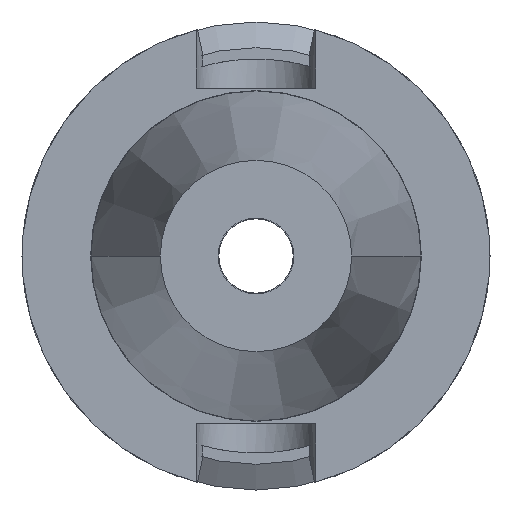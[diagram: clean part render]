
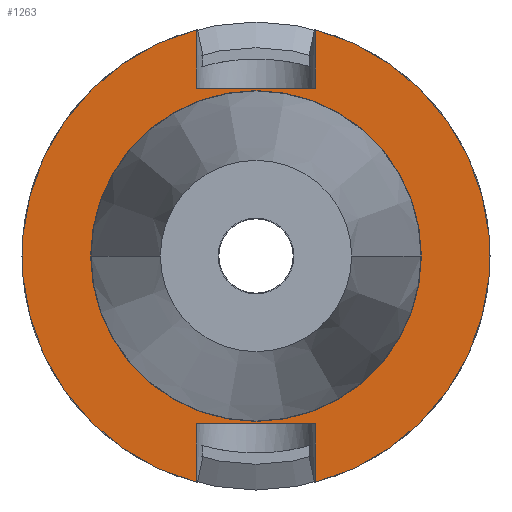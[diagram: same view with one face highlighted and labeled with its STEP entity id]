
A CAD part, left-side view. The second image highlights one B-rep face of the part: STEP entity #1263.
In plain terms, the highlighted planar face has unit normal (-1, 0, 0).
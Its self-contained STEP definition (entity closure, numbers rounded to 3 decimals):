
#290=CARTESIAN_POINT('',(1.,0.,0.));
#291=DIRECTION('',(-1.,0.,0.));
#292=DIRECTION('',(0.,0.256,0.967));
#293=AXIS2_PLACEMENT_3D('',#290,#291,#292);
#305=CARTESIAN_POINT('',(1.,0.,0.));
#306=DIRECTION('',(-1.,0.,0.));
#307=DIRECTION('',(0.,-0.256,-0.967));
#308=AXIS2_PLACEMENT_3D('',#305,#306,#307);
#355=DIRECTION('',(0.,1.,0.));
#356=VECTOR('',#355,16.1);
#357=CARTESIAN_POINT('',(1.,-8.05,-22.6));
#358=LINE('',#357,#356);
#362=DIRECTION('',(0.,0.,1.));
#363=VECTOR('',#362,7.854);
#364=CARTESIAN_POINT('',(1.,8.05,-30.454));
#365=LINE('',#364,#363);
#369=DIRECTION('',(0.,0.,-1.));
#370=VECTOR('',#369,7.854);
#371=CARTESIAN_POINT('',(1.,8.05,30.454));
#372=LINE('',#371,#370);
#376=DIRECTION('',(0.,1.,0.));
#377=VECTOR('',#376,16.1);
#378=CARTESIAN_POINT('',(1.,-8.05,22.6));
#379=LINE('',#378,#377);
#383=DIRECTION('',(0.,0.,-1.));
#384=VECTOR('',#383,7.854);
#385=CARTESIAN_POINT('',(1.,-8.05,30.454));
#386=LINE('',#385,#384);
#390=DIRECTION('',(0.,0.,1.));
#391=VECTOR('',#390,7.854);
#392=CARTESIAN_POINT('',(1.,-8.05,-30.454));
#393=LINE('',#392,#391);
#411=CARTESIAN_POINT('',(1.,0.,0.));
#412=DIRECTION('',(-1.,0.,0.));
#413=DIRECTION('',(0.,1.,0.));
#414=AXIS2_PLACEMENT_3D('',#411,#412,#413);
#419=CARTESIAN_POINT('',(1.,0.,0.));
#420=DIRECTION('',(1.,0.,0.));
#421=DIRECTION('',(0.,1.,0.));
#422=AXIS2_PLACEMENT_3D('',#419,#420,#421);
#867=CARTESIAN_POINT('',(1.,22.148,0.));
#869=VERTEX_POINT('',#867);
#877=CARTESIAN_POINT('',(1.,-22.148,0.));
#879=VERTEX_POINT('',#877);
#915=CARTESIAN_POINT('',(1.,8.05,30.454));
#917=VERTEX_POINT('',#915);
#919=CARTESIAN_POINT('',(1.,-8.05,30.454));
#921=VERTEX_POINT('',#919);
#923=CARTESIAN_POINT('',(1.,-8.05,22.6));
#924=CARTESIAN_POINT('',(1.,8.05,22.6));
#925=VERTEX_POINT('',#923);
#926=VERTEX_POINT('',#924);
#935=CARTESIAN_POINT('',(1.,8.05,-30.454));
#937=VERTEX_POINT('',#935);
#939=CARTESIAN_POINT('',(1.,-8.05,-30.454));
#941=VERTEX_POINT('',#939);
#943=CARTESIAN_POINT('',(1.,-8.05,-22.6));
#944=CARTESIAN_POINT('',(1.,8.05,-22.6));
#945=VERTEX_POINT('',#943);
#946=VERTEX_POINT('',#944);
#1237=CARTESIAN_POINT('',(1.,0.,0.));
#1238=DIRECTION('',(1.,0.,0.));
#1239=DIRECTION('',(0.,-1.,0.));
#1240=AXIS2_PLACEMENT_3D('',#1237,#1238,#1239);
#1241=PLANE('',#1240);
#1243=ORIENTED_EDGE('',*,*,#1242,.T.);
#1244=ORIENTED_EDGE('',*,*,#1229,.F.);
#1245=ORIENTED_EDGE('',*,*,#1200,.F.);
#1247=ORIENTED_EDGE('',*,*,#1246,.T.);
#1249=ORIENTED_EDGE('',*,*,#1248,.F.);
#1251=ORIENTED_EDGE('',*,*,#1250,.F.);
#1252=ORIENTED_EDGE('',*,*,#1212,.F.);
#1254=ORIENTED_EDGE('',*,*,#1253,.T.);
#1255=EDGE_LOOP('',(#1243,#1244,#1245,#1247,#1249,#1251,#1252,#1254));
#1256=FACE_OUTER_BOUND('',#1255,.F.);
#1258=ORIENTED_EDGE('',*,*,#1257,.T.);
#1260=ORIENTED_EDGE('',*,*,#1259,.F.);
#1261=EDGE_LOOP('',(#1258,#1260));
#1262=FACE_BOUND('',#1261,.F.);
#294=CIRCLE('',#293,31.5);
#309=CIRCLE('',#308,31.5);
#415=CIRCLE('',#414,22.148);
#423=CIRCLE('',#422,22.148);
#1200=EDGE_CURVE('',#917,#937,#294,.T.);
#1212=EDGE_CURVE('',#941,#921,#309,.T.);
#1229=EDGE_CURVE('',#937,#946,#365,.T.);
#1242=EDGE_CURVE('',#945,#946,#358,.T.);
#1246=EDGE_CURVE('',#917,#926,#372,.T.);
#1248=EDGE_CURVE('',#925,#926,#379,.T.);
#1250=EDGE_CURVE('',#921,#925,#386,.T.);
#1253=EDGE_CURVE('',#941,#945,#393,.T.);
#1257=EDGE_CURVE('',#869,#879,#415,.T.);
#1259=EDGE_CURVE('',#869,#879,#423,.T.);
#1263=ADVANCED_FACE('',(#1256,#1262),#1241,.F.);
